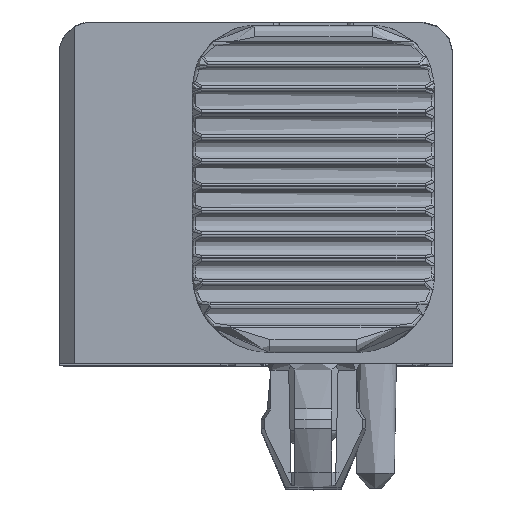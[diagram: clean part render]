
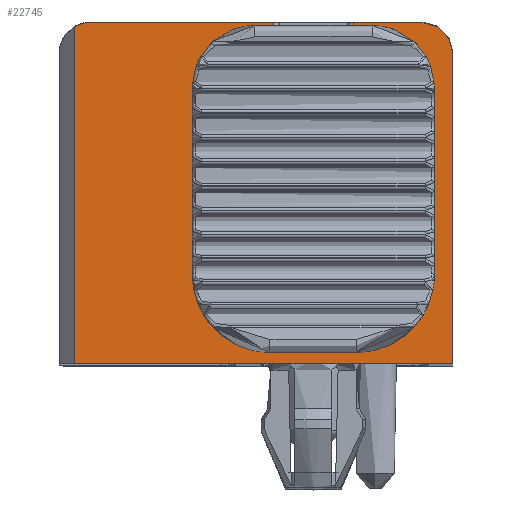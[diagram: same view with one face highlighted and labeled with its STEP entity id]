
A CAD part, top view. The second image highlights one B-rep face of the part: STEP entity #22745.
In plain terms, the highlighted planar face has unit normal (0, 0, 1).
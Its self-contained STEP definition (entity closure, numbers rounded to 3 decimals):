
#1183=CIRCLE('',#22787,2.);
#1264=CIRCLE('',#22890,2.);
#2064=CIRCLE('',#24450,1.);
#2066=CIRCLE('',#24453,1.);
#3334=FACE_OUTER_BOUND('',#4567,.T.);
#4567=EDGE_LOOP('',(#20947,#20948,#20949,#20950,#20951,#20952,#20953,#20954,
#20955,#20956,#20957,#20958,#20959,#20960,#20961,#20962,#20963,#20964,#20965,
#20966,#20967,#20968,#20969,#20970));
#4627=LINE('',#30977,#6626);
#4633=LINE('',#30989,#6632);
#4646=LINE('',#31134,#6645);
#4650=LINE('',#31174,#6649);
#4654=LINE('',#31186,#6653);
#4761=LINE('',#31457,#6760);
#4896=LINE('',#42973,#6895);
#4898=LINE('',#42976,#6897);
#4912=LINE('',#43006,#6911);
#5243=LINE('',#44216,#7242);
#5253=LINE('',#44250,#7252);
#5264=LINE('',#44271,#7263);
#5268=LINE('',#44278,#7267);
#5269=LINE('',#44281,#7268);
#6250=LINE('',#61155,#8249);
#6276=LINE('',#61409,#8275);
#6548=LINE('',#62831,#8547);
#6561=LINE('',#62856,#8560);
#6571=LINE('',#62897,#8570);
#6574=LINE('',#62903,#8573);
#6626=VECTOR('',#24879,10.);
#6632=VECTOR('',#24887,10.);
#6645=VECTOR('',#24914,10.);
#6649=VECTOR('',#24952,10.);
#6653=VECTOR('',#24960,10.);
#6760=VECTOR('',#25141,10.);
#6895=VECTOR('',#25724,10.);
#6897=VECTOR('',#25726,10.);
#6911=VECTOR('',#25748,10.);
#7242=VECTOR('',#26569,1000.);
#7252=VECTOR('',#26595,1000.);
#7263=VECTOR('',#26616,1000.);
#7267=VECTOR('',#26624,1000.);
#7268=VECTOR('',#26627,1000.);
#8249=VECTOR('',#29796,1000.);
#8275=VECTOR('',#29872,1000.);
#8547=VECTOR('',#30736,1000.);
#8560=VECTOR('',#30769,1000.);
#8570=VECTOR('',#30827,1000.);
#8573=VECTOR('',#30836,1000.);
#8626=VERTEX_POINT('',#30974);
#8627=VERTEX_POINT('',#30976);
#8631=VERTEX_POINT('',#30987);
#8632=VERTEX_POINT('',#30988);
#8640=VERTEX_POINT('',#31009);
#8641=VERTEX_POINT('',#31010);
#8649=VERTEX_POINT('',#31133);
#8668=VERTEX_POINT('',#31173);
#8673=VERTEX_POINT('',#31183);
#8674=VERTEX_POINT('',#31185);
#8910=VERTEX_POINT('',#31687);
#8911=VERTEX_POINT('',#31688);
#9102=VERTEX_POINT('',#42972);
#9103=VERTEX_POINT('',#42975);
#9345=VERTEX_POINT('',#44215);
#9361=VERTEX_POINT('',#44248);
#9368=VERTEX_POINT('',#44280);
#10595=VERTEX_POINT('',#61152);
#10596=VERTEX_POINT('',#61154);
#10633=VERTEX_POINT('',#61390);
#10636=VERTEX_POINT('',#61398);
#10637=VERTEX_POINT('',#61400);
#10639=VERTEX_POINT('',#61407);
#10772=VERTEX_POINT('',#62829);
#10831=EDGE_CURVE('',#8627,#8626,#4627,.T.);
#10837=EDGE_CURVE('',#8631,#8632,#4633,.T.);
#10848=EDGE_CURVE('',#8640,#8641,#1183,.T.);
#10857=EDGE_CURVE('',#8649,#8640,#4646,.T.);
#10877=EDGE_CURVE('',#8668,#8649,#4650,.T.);
#10883=EDGE_CURVE('',#8674,#8673,#4654,.T.);
#11016=EDGE_CURVE('',#8632,#8627,#4761,.T.);
#11132=EDGE_CURVE('',#8910,#8911,#1264,.T.);
#11443=EDGE_CURVE('',#8641,#9102,#4896,.T.);
#11445=EDGE_CURVE('',#9103,#8910,#4898,.T.);
#11461=EDGE_CURVE('',#8911,#8674,#4912,.T.);
#11867=EDGE_CURVE('',#9345,#8631,#5243,.T.);
#11885=EDGE_CURVE('',#8626,#9361,#5253,.T.);
#11896=EDGE_CURVE('',#8668,#9361,#5264,.F.);
#11900=EDGE_CURVE('',#9345,#8673,#5268,.F.);
#11901=EDGE_CURVE('',#9103,#9368,#5269,.F.);
#13728=EDGE_CURVE('',#10596,#10595,#6250,.T.);
#13772=EDGE_CURVE('',#10596,#10633,#2064,.T.);
#13777=EDGE_CURVE('',#10636,#10637,#2066,.T.);
#13782=EDGE_CURVE('',#10639,#9102,#6276,.F.);
#14160=EDGE_CURVE('',#10595,#10772,#6548,.F.);
#14175=EDGE_CURVE('',#9368,#10636,#6561,.F.);
#14187=EDGE_CURVE('',#10637,#10772,#6571,.F.);
#14190=EDGE_CURVE('',#10633,#10639,#6574,.F.);
#20947=ORIENTED_EDGE('',*,*,#10831,.T.);
#20948=ORIENTED_EDGE('',*,*,#11885,.T.);
#20949=ORIENTED_EDGE('',*,*,#11896,.F.);
#20950=ORIENTED_EDGE('',*,*,#10877,.T.);
#20951=ORIENTED_EDGE('',*,*,#10857,.T.);
#20952=ORIENTED_EDGE('',*,*,#10848,.T.);
#20953=ORIENTED_EDGE('',*,*,#11443,.T.);
#20954=ORIENTED_EDGE('',*,*,#13782,.F.);
#20955=ORIENTED_EDGE('',*,*,#14190,.F.);
#20956=ORIENTED_EDGE('',*,*,#13772,.F.);
#20957=ORIENTED_EDGE('',*,*,#13728,.T.);
#20958=ORIENTED_EDGE('',*,*,#14160,.T.);
#20959=ORIENTED_EDGE('',*,*,#14187,.F.);
#20960=ORIENTED_EDGE('',*,*,#13777,.F.);
#20961=ORIENTED_EDGE('',*,*,#14175,.F.);
#20962=ORIENTED_EDGE('',*,*,#11901,.F.);
#20963=ORIENTED_EDGE('',*,*,#11445,.T.);
#20964=ORIENTED_EDGE('',*,*,#11132,.T.);
#20965=ORIENTED_EDGE('',*,*,#11461,.T.);
#20966=ORIENTED_EDGE('',*,*,#10883,.T.);
#20967=ORIENTED_EDGE('',*,*,#11900,.F.);
#20968=ORIENTED_EDGE('',*,*,#11867,.T.);
#20969=ORIENTED_EDGE('',*,*,#10837,.T.);
#20970=ORIENTED_EDGE('',*,*,#11016,.T.);
#21547=PLANE('',#24788);
#22745=ADVANCED_FACE('',(#3334),#21547,.T.);
#22787=AXIS2_PLACEMENT_3D('',#31011,#24902,#24903);
#22890=AXIS2_PLACEMENT_3D('',#31689,#25305,#25306);
#24450=AXIS2_PLACEMENT_3D('',#61391,#29854,#29855);
#24453=AXIS2_PLACEMENT_3D('',#61401,#29863,#29864);
#24788=AXIS2_PLACEMENT_3D('',#62902,#30834,#30835);
#24879=DIRECTION('',(0.,1.,0.));
#24887=DIRECTION('',(0.,-1.,0.));
#24902=DIRECTION('center_axis',(0.,0.,
-1.));
#24903=DIRECTION('ref_axis',(0.,-1.,0.));
#24914=DIRECTION('',(0.,1.,0.));
#24952=DIRECTION('',(-1.,0.,0.));
#24960=DIRECTION('',(-1.,0.,0.));
#25141=DIRECTION('',(-1.,0.,0.));
#25305=DIRECTION('center_axis',(0.,0.,
-1.));
#25306=DIRECTION('ref_axis',(0.,-1.,0.));
#25724=DIRECTION('',(1.,0.,0.));
#25726=DIRECTION('',(1.,0.,0.));
#25748=DIRECTION('',(0.,-1.,0.));
#26569=DIRECTION('',(-1.,0.,0.));
#26595=DIRECTION('',(-1.,0.,0.));
#26616=DIRECTION('',(0.,1.,0.));
#26624=DIRECTION('',(0.,-1.,0.));
#26627=DIRECTION('',(0.,-1.,0.));
#29796=DIRECTION('',(0.,-1.,0.));
#29854=DIRECTION('center_axis',(0.,0.,
-1.));
#29855=DIRECTION('ref_axis',(0.,-1.,0.));
#29863=DIRECTION('center_axis',(0.,0.,
-1.));
#29864=DIRECTION('ref_axis',(0.,-1.,0.));
#29872=DIRECTION('',(0.,1.,0.));
#30736=DIRECTION('',(-1.,0.,0.));
#30769=DIRECTION('',(-1.,0.,0.));
#30827=DIRECTION('',(0.,1.,0.));
#30834=DIRECTION('center_axis',(0.,0.,
1.));
#30835=DIRECTION('ref_axis',(0.,-1.,0.));
#30836=DIRECTION('',(-1.,0.,0.));
#30974=CARTESIAN_POINT('',(16.051,-24.524,-265.533));
#30976=CARTESIAN_POINT('',(16.051,-24.525,-265.533));
#30977=CARTESIAN_POINT('',(16.051,-23.436,-265.533));
#30987=CARTESIAN_POINT('',(18.051,-24.524,-265.533));
#30988=CARTESIAN_POINT('',(18.051,-24.525,-265.533));
#30989=CARTESIAN_POINT('',(18.051,-23.436,-265.533));
#31009=CARTESIAN_POINT('',(13.151,-16.62,-265.533));
#31010=CARTESIAN_POINT('',(14.438,-14.751,-265.533));
#31011=CARTESIAN_POINT('Origin',(15.151,-16.62,-265.533));
#31133=CARTESIAN_POINT('',(13.151,-17.62,-265.533));
#31134=CARTESIAN_POINT('',(13.151,-21.298,-265.533));
#31173=CARTESIAN_POINT('',(15.751,-17.62,-265.533));
#31174=CARTESIAN_POINT('',(18.231,-17.62,-265.533));
#31183=CARTESIAN_POINT('',(18.351,-17.62,-265.533));
#31185=CARTESIAN_POINT('',(20.951,-17.62,-265.533));
#31186=CARTESIAN_POINT('',(18.231,-17.62,-265.533));
#31457=CARTESIAN_POINT('',(17.451,-24.525,-265.533));
#31687=CARTESIAN_POINT('',(19.664,-14.751,-265.533));
#31688=CARTESIAN_POINT('',(20.951,-16.62,-265.533));
#31689=CARTESIAN_POINT('Origin',(18.951,-16.62,-265.533));
#42972=CARTESIAN_POINT('',(15.751,-14.751,-265.533));
#42973=CARTESIAN_POINT('',(18.231,-14.751,-265.533));
#42975=CARTESIAN_POINT('',(18.351,-14.751,-265.533));
#42976=CARTESIAN_POINT('',(18.231,-14.751,-265.533));
#43006=CARTESIAN_POINT('',(20.951,-21.298,-265.533));
#44215=CARTESIAN_POINT('',(18.351,-24.524,-265.533));
#44216=CARTESIAN_POINT('',(16.951,-24.524,-265.533));
#44248=CARTESIAN_POINT('',(15.751,-24.524,-265.533));
#44250=CARTESIAN_POINT('',(16.951,-24.524,-265.533));
#44271=CARTESIAN_POINT('',(15.751,-24.524,-265.533));
#44278=CARTESIAN_POINT('',(18.351,-14.974,-265.533));
#44280=CARTESIAN_POINT('',(18.351,-14.524,-265.533));
#44281=CARTESIAN_POINT('',(18.351,-14.974,-265.533));
#61152=CARTESIAN_POINT('',(9.351,-25.524,-265.533));
#61154=CARTESIAN_POINT('',(9.351,-14.658,-265.533));
#61155=CARTESIAN_POINT('',(9.351,-22.702,-265.533));
#61390=CARTESIAN_POINT('',(9.851,-14.524,-265.533));
#61391=CARTESIAN_POINT('Origin',(9.851,-15.524,-265.533));
#61398=CARTESIAN_POINT('',(20.551,-14.524,-265.533));
#61400=CARTESIAN_POINT('',(21.551,-15.524,-265.533));
#61401=CARTESIAN_POINT('Origin',(20.551,-15.524,-265.533));
#61407=CARTESIAN_POINT('',(15.751,-14.524,-265.533));
#61409=CARTESIAN_POINT('',(15.751,-24.524,-265.533));
#62829=CARTESIAN_POINT('',(21.551,-25.524,-265.533));
#62831=CARTESIAN_POINT('',(17.851,-25.524,-265.533));
#62856=CARTESIAN_POINT('',(14.851,-14.524,-265.533));
#62897=CARTESIAN_POINT('',(21.551,-20.829,-265.533));
#62902=CARTESIAN_POINT('Origin',(17.851,-22.702,-265.533));
#62903=CARTESIAN_POINT('',(14.851,-14.524,-265.533));
